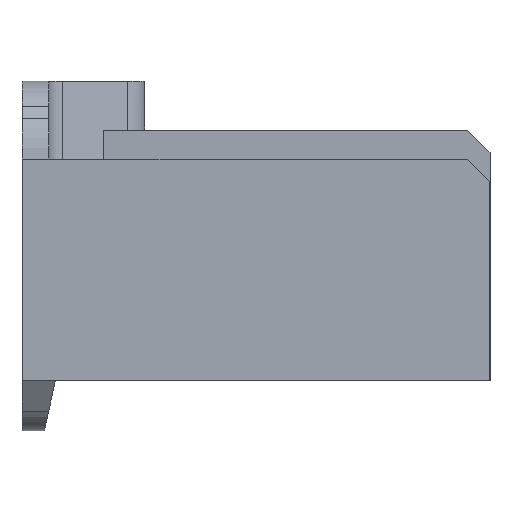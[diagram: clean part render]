
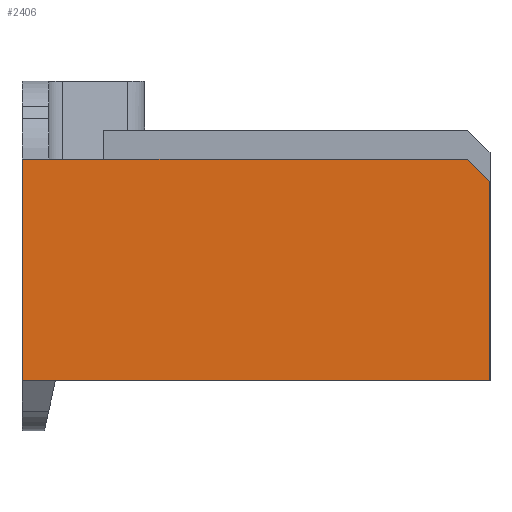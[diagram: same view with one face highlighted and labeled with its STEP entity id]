
A CAD part, front view. The second image highlights one B-rep face of the part: STEP entity #2406.
In plain terms, the highlighted planar face has unit normal (0, -1, 0).
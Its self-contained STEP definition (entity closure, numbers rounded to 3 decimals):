
#764=CARTESIAN_POINT('Vertex',(-19.8,-3.2,3.9)) ;
#1070=CARTESIAN_POINT('Vertex',(-21.,-3.2,3.9)) ;
#1073=CARTESIAN_POINT('Line Origine',(0.,-3.2,3.9)) ;
#1097=CARTESIAN_POINT('Line Origine',(-10.4,-3.2,3.9)) ;
#1101=CARTESIAN_POINT('Vertex',(-1.,-3.2,3.9)) ;
#1296=CARTESIAN_POINT('Vertex',(-21.,-3.2,-6.05)) ;
#1299=CARTESIAN_POINT('Line Origine',(-21.,-3.2,-1.075)) ;
#2366=CARTESIAN_POINT('Axis2P3D Location',(0.,-3.2,1.9)) ;
#2371=CARTESIAN_POINT('Line Origine',(-0.5,-3.2,3.4)) ;
#2375=CARTESIAN_POINT('Vertex',(0.,-3.2,2.9)) ;
#2378=CARTESIAN_POINT('Line Origine',(-20.25,-3.2,-6.05)) ;
#2382=CARTESIAN_POINT('Vertex',(-19.5,-3.2,-6.05)) ;
#2385=CARTESIAN_POINT('Line Origine',(-9.75,-3.2,-6.05)) ;
#2389=CARTESIAN_POINT('Vertex',(0.,-3.2,-6.05)) ;
#2392=CARTESIAN_POINT('Line Origine',(0.,-3.2,-1.575)) ;
#1074=DIRECTION('Vector Direction',(1.,0.,0.)) ;
#1098=DIRECTION('Vector Direction',(1.,0.,0.)) ;
#1300=DIRECTION('Vector Direction',(0.,0.,1.)) ;
#2367=DIRECTION('Axis2P3D Direction',(0.,1.,0.)) ;
#2368=DIRECTION('Axis2P3D XDirection',(0.,0.,-1.)) ;
#2372=DIRECTION('Vector Direction',(0.707,0.,-0.707)) ;
#2379=DIRECTION('Vector Direction',(1.,0.,0.)) ;
#2386=DIRECTION('Vector Direction',(1.,0.,0.)) ;
#2393=DIRECTION('Vector Direction',(0.,0.,1.)) ;
#2369=AXIS2_PLACEMENT_3D('Plane Axis2P3D',#2366,#2367,#2368) ;
#2398=ORIENTED_EDGE('',*,*,#2377,.F.) ;
#2399=ORIENTED_EDGE('',*,*,#1103,.F.) ;
#2400=ORIENTED_EDGE('',*,*,#1077,.T.) ;
#2401=ORIENTED_EDGE('',*,*,#1303,.F.) ;
#2402=ORIENTED_EDGE('',*,*,#2384,.F.) ;
#2403=ORIENTED_EDGE('',*,*,#2391,.T.) ;
#2404=ORIENTED_EDGE('',*,*,#2396,.T.) ;
#1075=VECTOR('Line Direction',#1074,1.) ;
#1099=VECTOR('Line Direction',#1098,1.) ;
#1301=VECTOR('Line Direction',#1300,1.) ;
#2373=VECTOR('Line Direction',#2372,1.) ;
#2380=VECTOR('Line Direction',#2379,1.) ;
#2387=VECTOR('Line Direction',#2386,1.) ;
#2394=VECTOR('Line Direction',#2393,1.) ;
#2406=ADVANCED_FACE('\X2\FF8AFF9FFF70FF82\X0\ \X2\FF8EFF9EFF83FF9EFF68FF70\X0\',(#2405),#2370,.F.) ;
#1077=EDGE_CURVE('',#765,#1071,#1076,.F.) ;
#1103=EDGE_CURVE('',#765,#1102,#1100,.T.) ;
#1303=EDGE_CURVE('',#1297,#1071,#1302,.T.) ;
#2377=EDGE_CURVE('',#1102,#2376,#2374,.T.) ;
#2384=EDGE_CURVE('',#2383,#1297,#2381,.F.) ;
#2391=EDGE_CURVE('',#2383,#2390,#2388,.T.) ;
#2396=EDGE_CURVE('',#2390,#2376,#2395,.T.) ;
#2397=EDGE_LOOP('',(#2398,#2399,#2400,#2401,#2402,#2403,#2404)) ;
#2405=FACE_OUTER_BOUND('',#2397,.T.) ;
#1076=LINE('Line',#1073,#1075) ;
#1100=LINE('Line',#1097,#1099) ;
#1302=LINE('Line',#1299,#1301) ;
#2374=LINE('Line',#2371,#2373) ;
#2381=LINE('Line',#2378,#2380) ;
#2388=LINE('Line',#2385,#2387) ;
#2395=LINE('Line',#2392,#2394) ;
#2370=PLANE('',#2369) ;
#765=VERTEX_POINT('',#764) ;
#1071=VERTEX_POINT('',#1070) ;
#1102=VERTEX_POINT('',#1101) ;
#1297=VERTEX_POINT('',#1296) ;
#2376=VERTEX_POINT('',#2375) ;
#2383=VERTEX_POINT('',#2382) ;
#2390=VERTEX_POINT('',#2389) ;
